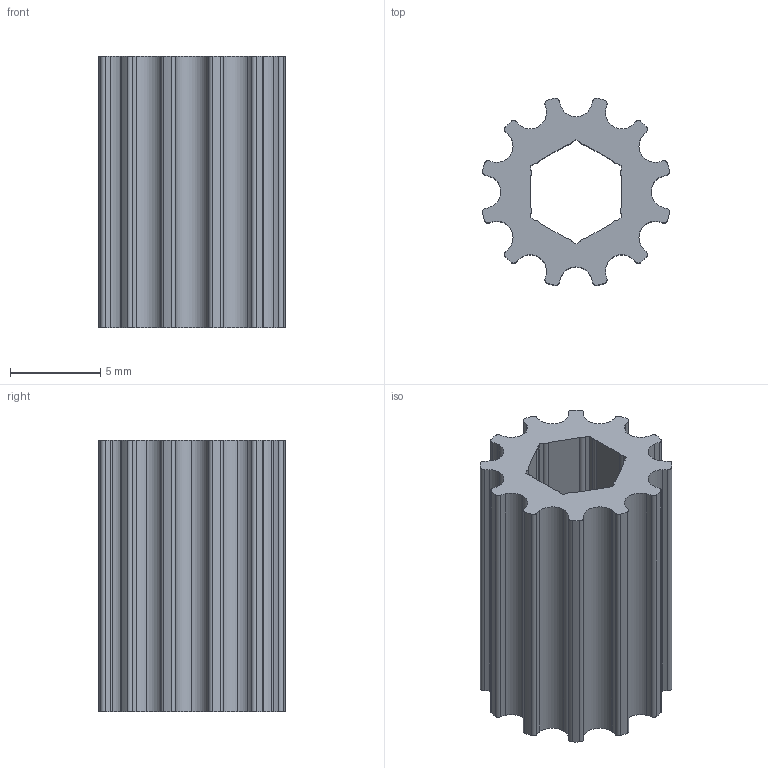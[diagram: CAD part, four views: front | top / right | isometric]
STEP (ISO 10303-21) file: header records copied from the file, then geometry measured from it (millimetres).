
FILE_DESCRIPTION (( 'STEP AP203' ), '1' );
FILE_NAME ('REV-41-1668.STEP', '2019-08-02T20:05:50', ( '' ), ( '' ), 'SwSTEP 2.0', 'SolidWorks 2018', '' );
FILE_SCHEMA (( 'CONFIG_CONTROL_DESIGN' ));
Length unit declared in the file: millimetre
Products named in the file (1): REV-41-1668
Bounding box: 10.35 x 10.35 x 15 mm (x, y, z)
Volume: 694.8 mm3; surface area: 1044.4 mm2
Topology: 1 solids, 1 shells, 117 faces, 345 edges, 230 vertices
Faces by surface type: cylinder 97, plane 20
Entity records: 4094 total; most frequent: DIRECTION 775, CARTESIAN_POINT 693, ORIENTED_EDGE 690, EDGE_CURVE 345, AXIS2_PLACEMENT_3D 312, VERTEX_POINT 230, CIRCLE 194, LINE 151
